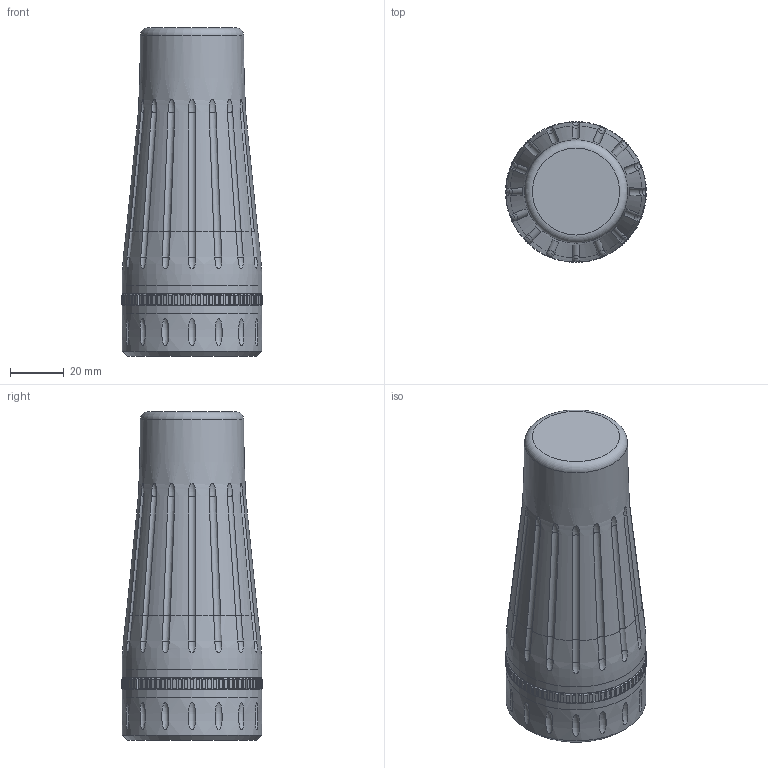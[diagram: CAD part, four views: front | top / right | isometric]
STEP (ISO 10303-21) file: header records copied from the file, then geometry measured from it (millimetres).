
FILE_DESCRIPTION(('FreeCAD Model'),'2;1');
FILE_NAME('Open CASCADE Shape Model','2023-10-24T22:30:01',(''),(''), 'Open CASCADE STEP processor 7.6','FreeCAD','Unknown');
FILE_SCHEMA(('AUTOMOTIVE_DESIGN { 1 0 10303 214 1 1 1 1 }'));
Length unit declared in the file: millimetre
Products named in the file (8): LabyrintPuzzle; LabyrinthPart; FastClosureCap; Cap; Slider; Glider; Lockring; Endring
Assembly tree (7 placements, depth 3):
  LabyrintPuzzle
    LabyrinthPart
    FastClosureCap
      Cap
      Slider
      Glider
      Lockring
      Endring
Bounding box: 52.39 x 52.4 x 122.4 mm (x, y, z)
Volume: 139297 mm3; surface area: 63153.4 mm2
Topology: 6 solids, 6 shells, 1031 faces, 2842 edges, 1843 vertices
Faces by surface type: bspline 336, plane 304, cone 154, cylinder 153, torus 82, revolution 1, sphere 1
Full cylindrical faces by diameter (mm): 3 x1, 24 x1, 32 x1, 32.4 x1, 52 x3
Entity records: 55911 total; most frequent: CARTESIAN_POINT 32086, ORIENTED_EDGE 5682, DIRECTION 3792, EDGE_CURVE 2841, VERTEX_POINT 1843, LINE 1295, VECTOR 1295, AXIS2_PLACEMENT_3D 1248
